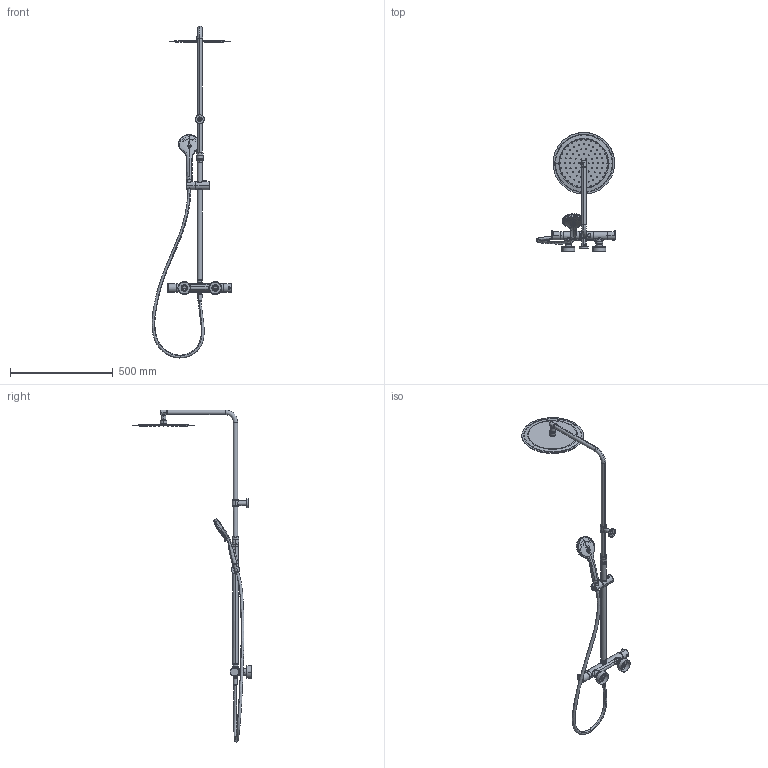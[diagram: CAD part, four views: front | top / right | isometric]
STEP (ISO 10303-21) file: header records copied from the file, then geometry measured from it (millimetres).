
FILE_DESCRIPTION(('CATIA V5 STEP Exchange','CAx-IF Rec.Pracs.--- Model Styling and Organization---1.5--- 2016-08-15','CAx-IF Rec.Pracs.---Supplemental Geometry---1.0---2011-11-01','CAx-IF Rec.Pracs.--- Composite Materials ---3.4---2017-06-13','CAx-IF Rec.Pracs.---Tessellated 3D Geometry---1.0---2015-12-17'),'2;1');
FILE_NAME('RKC8401D.stp','2024-06-20T08:54:48+00:00',('none'),('none'),'CATIA Version 5-6 Release 2020 SP2','CATIA V5 STEP AP242 v2','none');
FILE_SCHEMA(('AP242_MANAGED_MODEL_BASED_3D_ENGINEERING_MIM_LF {1 0 10303 442 1 1 4}'));
Products named in the file (1): RKC8401D
Bounding box: 389.08 x 577 x 1616.26 mm (x, y, z)
Volume: 938412.6 mm3; surface area: 666582.9 mm2
Topology: 8 solids, 210 shells, 4736 faces, 12311 edges, 8160 vertices
Faces by surface type: plane 1071, bspline 971, cone 907, torus 899, cylinder 748, revolution 84, sphere 51, extrusion 5
Entity records: 288765 total; most frequent: CARTESIAN_POINT 193436, ORIENTED_EDGE 23608, EDGE_CURVE 12285, DIRECTION 11557, VERTEX_POINT 8159, AXIS2_PLACEMENT_3D 6077, EDGE_LOOP 5563, ADVANCED_FACE 4736
